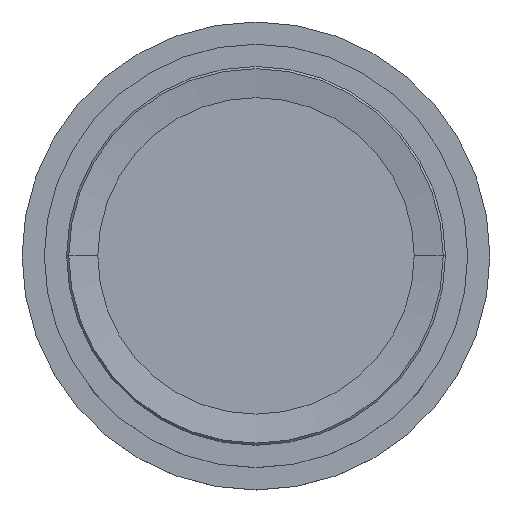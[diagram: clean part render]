
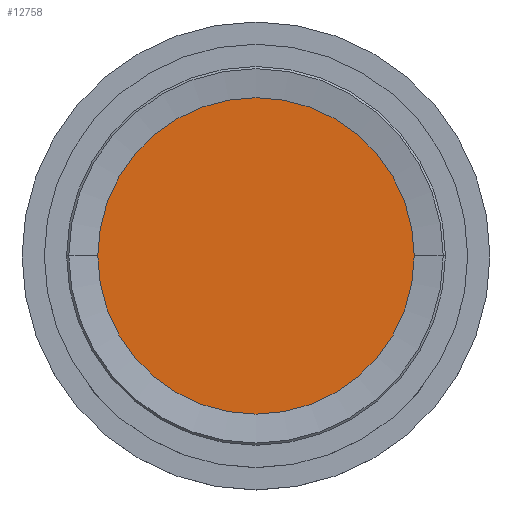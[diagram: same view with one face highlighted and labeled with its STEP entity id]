
A CAD part, top view. The second image highlights one B-rep face of the part: STEP entity #12758.
In plain terms, the highlighted planar face has unit normal (0, 0, 1).
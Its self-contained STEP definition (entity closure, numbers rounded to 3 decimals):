
#12693=CARTESIAN_POINT('',(0.,0.,2.8));
#12694=DIRECTION('',(0.,0.,1.));
#12695=DIRECTION('',(1.,0.,0.));
#12696=AXIS2_PLACEMENT_3D('',#12693,#12694,#12695);
#12701=CARTESIAN_POINT('',(0.,0.,2.8));
#12702=DIRECTION('',(0.,0.,1.));
#12703=DIRECTION('',(-1.,0.,0.));
#12704=AXIS2_PLACEMENT_3D('',#12701,#12702,#12703);
#12739=CARTESIAN_POINT('',(7.25,0.,2.8));
#12740=CARTESIAN_POINT('',(-7.25,0.,2.8));
#12741=VERTEX_POINT('',#12739);
#12742=VERTEX_POINT('',#12740);
#12747=CARTESIAN_POINT('',(0.,0.,2.8));
#12748=DIRECTION('',(0.,0.,1.));
#12749=DIRECTION('',(1.,0.,0.));
#12750=AXIS2_PLACEMENT_3D('',#12747,#12748,#12749);
#12751=PLANE('',#12750);
#12753=ORIENTED_EDGE('',*,*,#12752,.F.);
#12755=ORIENTED_EDGE('',*,*,#12754,.F.);
#12756=EDGE_LOOP('',(#12753,#12755));
#12757=FACE_OUTER_BOUND('',#12756,.F.);
#12758=ADVANCED_FACE('',(#12757),#12751,.T.);
#12697=CIRCLE('',#12696,7.25);
#12705=CIRCLE('',#12704,7.25);
#12752=EDGE_CURVE('',#12741,#12742,#12697,.T.);
#12754=EDGE_CURVE('',#12742,#12741,#12705,.T.);
